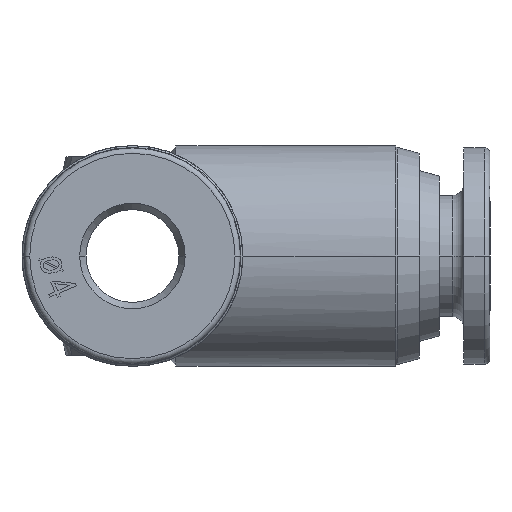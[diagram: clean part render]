
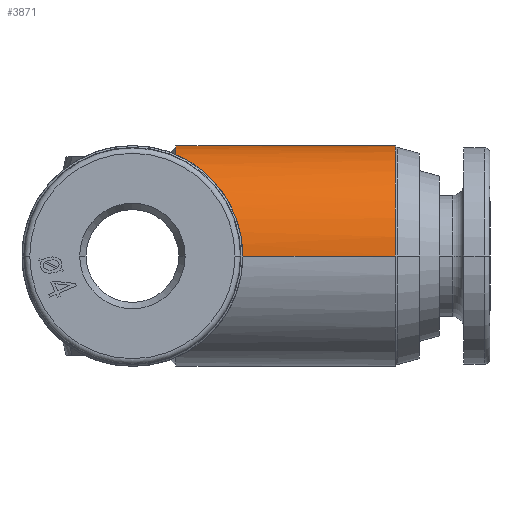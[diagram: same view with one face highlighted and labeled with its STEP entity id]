
A CAD part, left-side view. The second image highlights one B-rep face of the part: STEP entity #3871.
In plain terms, the highlighted cylindrical face has radius 5 mm (diameter 10 mm), a partial arc.
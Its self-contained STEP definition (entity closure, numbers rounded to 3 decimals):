
#240 = CARTESIAN_POINT ( 'NONE',  ( -1.974, -1.974, 4.594 ) ) ;
#475 = EDGE_LOOP ( 'NONE', ( #3425, #822, #3770, #1163, #7000, #9839 ) ) ;
#541 = CARTESIAN_POINT ( 'NONE',  ( -5., -5., 0. ) ) ;
#822 = ORIENTED_EDGE ( 'NONE', *, *, #10212, .T. ) ;
#1163 = ORIENTED_EDGE ( 'NONE', *, *, #10846, .F. ) ;
#1265 = DIRECTION ( 'NONE',  ( 0., 1., 0. ) ) ;
#1356 = VERTEX_POINT ( 'NONE', #8136 ) ;
#1826 = CARTESIAN_POINT ( 'NONE',  ( 5., -5., 2.06 ) ) ;
#2415 = CARTESIAN_POINT ( 'NONE',  ( -5., -11.918, 0. ) ) ;
#2458 = CARTESIAN_POINT ( 'NONE',  ( -5., -5., 2.06 ) ) ;
#2741 = CIRCLE ( 'NONE', #8462, 5. ) ;
#2794 = CARTESIAN_POINT ( 'NONE',  ( 0., -11.918, 0. ) ) ;
#2884 = CARTESIAN_POINT ( 'NONE',  ( 1.974, -1.974, 4.594 ) ) ;
#3167 = CIRCLE ( 'NONE', #13392, 5. ) ;
#3425 = ORIENTED_EDGE ( 'NONE', *, *, #4029, .T. ) ;
#3770 = ORIENTED_EDGE ( 'NONE', *, *, #9321, .F. ) ;
#3871 = ADVANCED_FACE ( 'NONE', ( #10280 ), #6407, .T. ) ;
#3875 = EDGE_CURVE ( 'NONE', #11746, #11036, #4005, .T. ) ;
#3885 = DIRECTION ( 'NONE',  ( -1., 0., 0. ) ) ;
#4005 =( BOUNDED_CURVE ( )  B_SPLINE_CURVE ( 3, ( #240, #6802, #2458, #10048 ),
 .UNSPECIFIED., .F., .F. ) 
 B_SPLINE_CURVE_WITH_KNOTS ( ( 4, 4 ),
 ( 1.977, 3.142 ),
 .UNSPECIFIED. ) 
 CURVE ( )  GEOMETRIC_REPRESENTATION_ITEM ( )  RATIONAL_B_SPLINE_CURVE ( ( 1., 0.89, 0.89, 1. ) ) 
 REPRESENTATION_ITEM ( '' )  );
#4029 = EDGE_CURVE ( 'NONE', #9132, #12542, #3167, .T. ) ;
#4290 = VECTOR ( 'NONE', #10743, 1000. ) ;
#4393 = CARTESIAN_POINT ( 'NONE',  ( 5., -11.918, 0. ) ) ;
#4505 = CARTESIAN_POINT ( 'NONE',  ( 5., -5., 0. ) ) ;
#4811 = VECTOR ( 'NONE', #10747, 1000. ) ;
#5339 = CARTESIAN_POINT ( 'NONE',  ( -1.974, -1.974, 4.594 ) ) ;
#5654 = AXIS2_PLACEMENT_3D ( 'NONE', #13194, #7803, #6751 ) ;
#6407 = CYLINDRICAL_SURFACE ( 'NONE', #5654, 5. ) ;
#6447 = CARTESIAN_POINT ( 'NONE',  ( -5., 0., 0. ) ) ;
#6751 = DIRECTION ( 'NONE',  ( -1., 0., 0. ) ) ;
#6802 = CARTESIAN_POINT ( 'NONE',  ( -3.867, -3.867, 3.781 ) ) ;
#7000 = ORIENTED_EDGE ( 'NONE', *, *, #3875, .T. ) ;
#7803 = DIRECTION ( 'NONE',  ( 0., 1., 0. ) ) ;
#7816 = CARTESIAN_POINT ( 'NONE',  ( 0., -1.974, 0. ) ) ;
#8136 = CARTESIAN_POINT ( 'NONE',  ( 1.974, -1.974, 4.594 ) ) ;
#8462 = AXIS2_PLACEMENT_3D ( 'NONE', #7816, #1265, #8889 ) ;
#8510 = EDGE_CURVE ( 'NONE', #9132, #11036, #13986, .T. ) ;
#8889 = DIRECTION ( 'NONE',  ( 1., 0., 0. ) ) ;
#9132 = VERTEX_POINT ( 'NONE', #2415 ) ;
#9321 = EDGE_CURVE ( 'NONE', #1356, #12324, #9523, .T. ) ;
#9413 = CARTESIAN_POINT ( 'NONE',  ( 5., -5., 0. ) ) ;
#9523 =( BOUNDED_CURVE ( )  B_SPLINE_CURVE ( 3, ( #2884, #10453, #1826, #9413 ),
 .UNSPECIFIED., .F., .T. ) 
 B_SPLINE_CURVE_WITH_KNOTS ( ( 4, 4 ),
 ( 1.977, 3.142 ),
 .UNSPECIFIED. ) 
 CURVE ( )  GEOMETRIC_REPRESENTATION_ITEM ( )  RATIONAL_B_SPLINE_CURVE ( ( 1., 0.89, 0.89, 1. ) ) 
 REPRESENTATION_ITEM ( '' )  );
#9839 = ORIENTED_EDGE ( 'NONE', *, *, #8510, .F. ) ;
#10048 = CARTESIAN_POINT ( 'NONE',  ( -5., -5., 0. ) ) ;
#10212 = EDGE_CURVE ( 'NONE', #12542, #12324, #13125, .T. ) ;
#10280 = FACE_OUTER_BOUND ( 'NONE', #475, .T. ) ;
#10371 = DIRECTION ( 'NONE',  ( 0., 1., 0. ) ) ;
#10453 = CARTESIAN_POINT ( 'NONE',  ( 3.867, -3.867, 3.781 ) ) ;
#10743 = DIRECTION ( 'NONE',  ( 0., 1., 0. ) ) ;
#10747 = DIRECTION ( 'NONE',  ( 0., 1., 0. ) ) ;
#10781 = CARTESIAN_POINT ( 'NONE',  ( 5., 0., 0. ) ) ;
#10846 = EDGE_CURVE ( 'NONE', #11746, #1356, #2741, .T. ) ;
#11036 = VERTEX_POINT ( 'NONE', #541 ) ;
#11746 = VERTEX_POINT ( 'NONE', #5339 ) ;
#12324 = VERTEX_POINT ( 'NONE', #4505 ) ;
#12542 = VERTEX_POINT ( 'NONE', #4393 ) ;
#13125 = LINE ( 'NONE', #10781, #4811 ) ;
#13194 = CARTESIAN_POINT ( 'NONE',  ( 0., 0., 0. ) ) ;
#13392 = AXIS2_PLACEMENT_3D ( 'NONE', #2794, #10371, #3885 ) ;
#13986 = LINE ( 'NONE', #6447, #4290 ) ;
